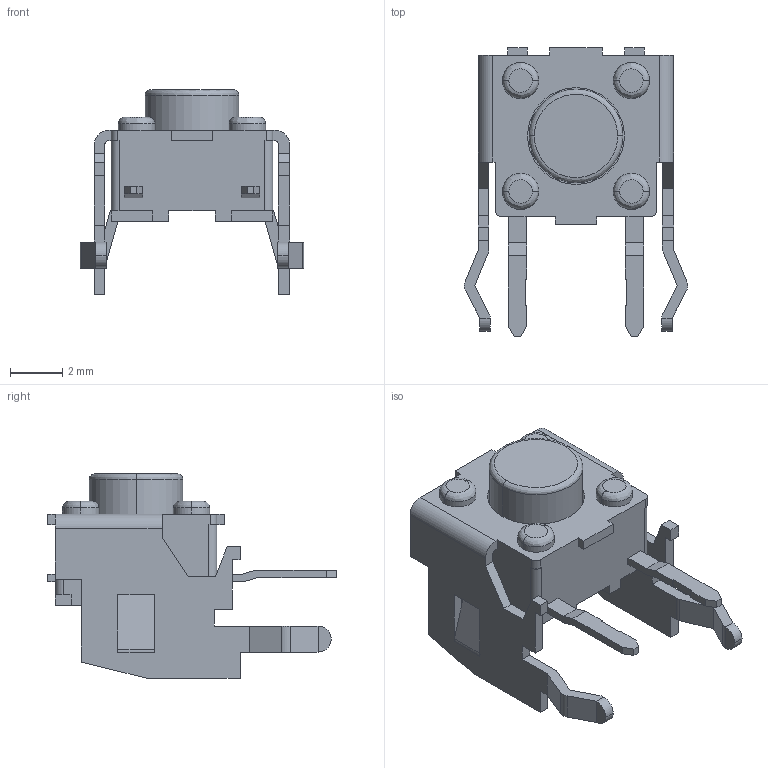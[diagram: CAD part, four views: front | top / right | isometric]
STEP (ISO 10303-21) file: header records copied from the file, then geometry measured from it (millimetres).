
FILE_DESCRIPTION (( 'STEP AP203' ), '1' );
FILE_NAME ('EVQPF204R.STEP', '2013-05-10T02:57:09', ( '' ), ( '' ), 'SwSTEP 2.0', 'SolidWorks 2011', '' );
FILE_SCHEMA (( 'CONFIG_CONTROL_DESIGN' ));
Length unit declared in the file: millimetre
Products named in the file (1): EVQPF204R
Bounding box: 8.58 x 11.1 x 7.85 mm (x, y, z)
Volume: 174.5 mm3; surface area: 411 mm2
Topology: 1 solids, 1 shells, 236 faces, 650 edges, 429 vertices
Faces by surface type: plane 191, cylinder 35, bspline 10
Entity records: 7674 total; most frequent: CARTESIAN_POINT 1595, ORIENTED_EDGE 1300, DIRECTION 1155, EDGE_CURVE 650, VECTOR 559, LINE 559, VERTEX_POINT 429, AXIS2_PLACEMENT_3D 298
